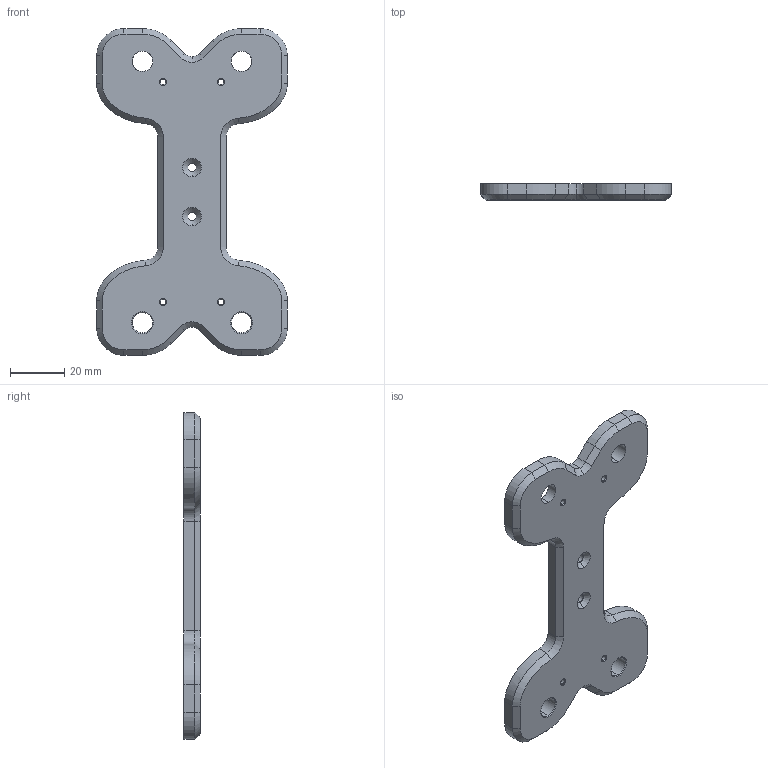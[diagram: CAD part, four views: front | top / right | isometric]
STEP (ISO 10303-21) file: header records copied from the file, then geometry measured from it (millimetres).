
FILE_DESCRIPTION (( 'STEP AP203' ), '1' );
FILE_NAME ('Bottom body.STEP', '2024-10-28T17:08:45', ( '' ), ( '' ), 'SwSTEP 2.0', 'SolidWorks 2023', '' );
FILE_SCHEMA (( 'CONFIG_CONTROL_DESIGN' ));
Length unit declared in the file: millimetre
Products named in the file (1): Bottom body
Bounding box: 70 x 6 x 120 mm (x, y, z)
Volume: 30552.4 mm3; surface area: 13658.8 mm2
Topology: 1 solids, 1 shells, 128 faces, 327 edges, 201 vertices
Faces by surface type: plane 42, cylinder 41, cone 37, bspline 8
Entity records: 4821 total; most frequent: CARTESIAN_POINT 1607, DIRECTION 664, ORIENTED_EDGE 654, EDGE_CURVE 327, AXIS2_PLACEMENT_3D 248, VERTEX_POINT 201, LINE 168, VECTOR 168
